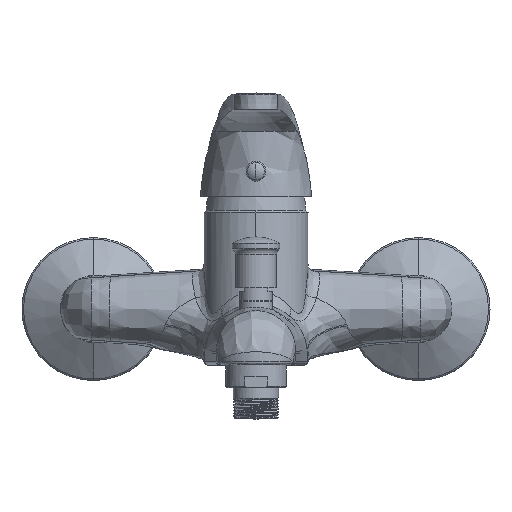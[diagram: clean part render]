
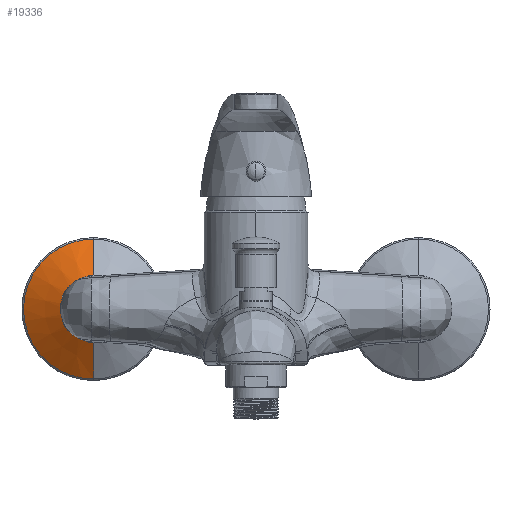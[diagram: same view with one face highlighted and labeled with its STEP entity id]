
A CAD part, top view. The second image highlights one B-rep face of the part: STEP entity #19336.
In plain terms, the highlighted conical face has half-angle 57.619 degrees and reference radius 22.785 mm.
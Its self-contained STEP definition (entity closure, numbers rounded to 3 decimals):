
#3692=CARTESIAN_POINT('',(-75.,0.,-51.558));
#3693=DIRECTION('',(0.,0.,1.));
#3694=DIRECTION('',(0.,1.,0.));
#3695=AXIS2_PLACEMENT_3D('',#3692,#3693,#3694);
#3697=DIRECTION('',(0.,-0.845,0.536));
#3698=VECTOR('',#3697,22.54);
#3699=CARTESIAN_POINT('',(-75.,32.303,
-51.558));
#3700=LINE('',#3699,#3698);
#3701=CARTESIAN_POINT('',(-75.,0.,-39.487));
#3702=DIRECTION('',(0.,0.,1.));
#3703=DIRECTION('',(0.,1.,0.));
#3704=AXIS2_PLACEMENT_3D('',#3701,#3702,#3703);
#3706=DIRECTION('',(0.,0.845,0.536));
#3707=VECTOR('',#3706,22.54);
#3708=CARTESIAN_POINT('',(-75.,-32.303,
-51.558));
#3709=LINE('',#3708,#3707);
#11770=CARTESIAN_POINT('',(-75.,-13.268,-39.487));
#11771=CARTESIAN_POINT('',(-75.,13.268,-39.487));
#11772=VERTEX_POINT('',#11770);
#11773=VERTEX_POINT('',#11771);
#11774=CARTESIAN_POINT('',(-75.,-32.303,-51.558));
#11775=CARTESIAN_POINT('',(-75.,32.303,-51.558));
#11776=VERTEX_POINT('',#11774);
#11777=VERTEX_POINT('',#11775);
#19322=CARTESIAN_POINT('',(-75.,0.,-45.523));
#19323=DIRECTION('',(0.,0.,-1.));
#19324=DIRECTION('',(0.,-1.,0.));
#19325=AXIS2_PLACEMENT_3D('',#19322,#19323,#19324);
#19326=CONICAL_SURFACE('',#19325,22.786,57.619);
#19328=ORIENTED_EDGE('',*,*,#19327,.F.);
#19330=ORIENTED_EDGE('',*,*,#19329,.T.);
#19331=ORIENTED_EDGE('',*,*,#19297,.T.);
#19333=ORIENTED_EDGE('',*,*,#19332,.F.);
#19334=EDGE_LOOP('',(#19328,#19330,#19331,#19333));
#19335=FACE_OUTER_BOUND('',#19334,.F.);
#19336=ADVANCED_FACE('',(#19335),#19326,.T.);
#3696=CIRCLE('',#3695,32.303);
#3705=CIRCLE('',#3704,13.268);
#19297=EDGE_CURVE('',#11773,#11772,#3705,.T.);
#19327=EDGE_CURVE('',#11777,#11776,#3696,.T.);
#19329=EDGE_CURVE('',#11777,#11773,#3700,.T.);
#19332=EDGE_CURVE('',#11776,#11772,#3709,.T.);
